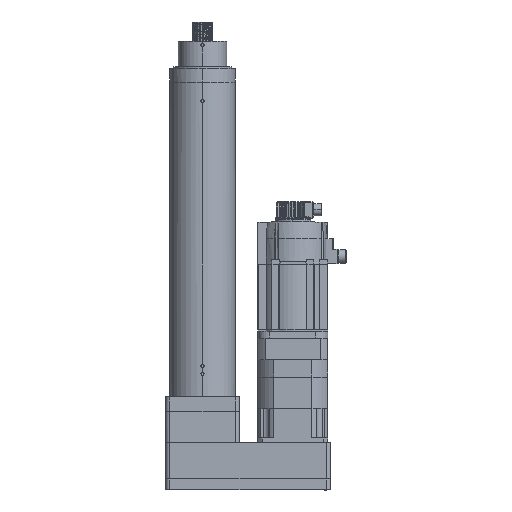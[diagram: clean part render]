
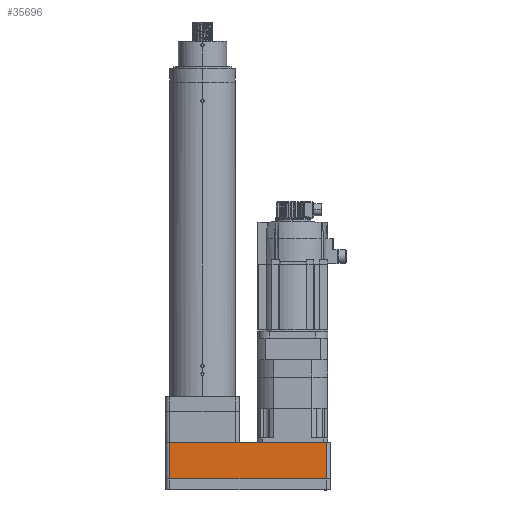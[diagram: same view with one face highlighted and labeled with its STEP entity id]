
A CAD part, top view. The second image highlights one B-rep face of the part: STEP entity #35696.
In plain terms, the highlighted face is planar.
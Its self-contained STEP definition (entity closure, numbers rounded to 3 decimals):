
#1518 = CARTESIAN_POINT ( 'NONE',  ( -95., 95., -118. ) ) ;
#2031 = EDGE_CURVE ( 'NONE', #3351, #15226, #39713, .T. ) ;
#2939 = VECTOR ( 'NONE', #45819, 1000. ) ;
#3351 = VERTEX_POINT ( 'NONE', #16078 ) ;
#4038 = CARTESIAN_POINT ( 'NONE',  ( -95., 85., -212. ) ) ;
#5338 = EDGE_CURVE ( 'NONE', #18844, #47915, #6595, .T. ) ;
#6595 = LINE ( 'NONE', #1518, #48541 ) ;
#8770 = LINE ( 'NONE', #45420, #21270 ) ;
#13773 = FACE_OUTER_BOUND ( 'NONE', #53226, .T. ) ;
#15217 = LINE ( 'NONE', #60950, #2939 ) ;
#15226 = VERTEX_POINT ( 'NONE', #52399 ) ;
#16078 = CARTESIAN_POINT ( 'NONE',  ( -95., 85., -118. ) ) ;
#18021 = DIRECTION ( 'NONE',  ( 0., 0., 1. ) ) ;
#18322 = AXIS2_PLACEMENT_3D ( 'NONE', #34925, #40002, #54773 ) ;
#18362 = CARTESIAN_POINT ( 'NONE',  ( -95., -320., -212. ) ) ;
#18844 = VERTEX_POINT ( 'NONE', #27123 ) ;
#19491 = PLANE ( 'NONE',  #18322 ) ;
#21270 = VECTOR ( 'NONE', #54811, 1000. ) ;
#27123 = CARTESIAN_POINT ( 'NONE',  ( -95., -320., -118. ) ) ;
#29240 = ORIENTED_EDGE ( 'NONE', *, *, #56071, .T. ) ;
#32785 = LINE ( 'NONE', #18362, #50292 ) ;
#33120 = ORIENTED_EDGE ( 'NONE', *, *, #56920, .F. ) ;
#34925 = CARTESIAN_POINT ( 'NONE',  ( -95., 95., -212. ) ) ;
#34981 = ORIENTED_EDGE ( 'NONE', *, *, #5338, .T. ) ;
#35696 = ADVANCED_FACE ( 'NONE', ( #13773 ), #19491, .F. ) ;
#39473 = CARTESIAN_POINT ( 'NONE',  ( -95., -320., -212. ) ) ;
#39606 = ORIENTED_EDGE ( 'NONE', *, *, #59329, .T. ) ;
#39713 = LINE ( 'NONE', #4038, #66057 ) ;
#40002 = DIRECTION ( 'NONE',  ( 1., 0., 0. ) ) ;
#45420 = CARTESIAN_POINT ( 'NONE',  ( -95., 95., -212. ) ) ;
#45819 = DIRECTION ( 'NONE',  ( 0., 1., 0. ) ) ;
#46951 = DIRECTION ( 'NONE',  ( 0., 1., 0. ) ) ;
#47915 = VERTEX_POINT ( 'NONE', #62302 ) ;
#48541 = VECTOR ( 'NONE', #46951, 1000. ) ;
#49740 = VERTEX_POINT ( 'NONE', #39473 ) ;
#50292 = VECTOR ( 'NONE', #18021, 1000. ) ;
#52399 = CARTESIAN_POINT ( 'NONE',  ( -95., 85., -212. ) ) ;
#53226 = EDGE_LOOP ( 'NONE', ( #33120, #39606, #34981, #29240, #60764 ) ) ;
#54773 = DIRECTION ( 'NONE',  ( 0., 1., 0. ) ) ;
#54811 = DIRECTION ( 'NONE',  ( 0., 1., 0. ) ) ;
#56071 = EDGE_CURVE ( 'NONE', #47915, #3351, #15217, .T. ) ;
#56920 = EDGE_CURVE ( 'NONE', #49740, #15226, #8770, .T. ) ;
#59329 = EDGE_CURVE ( 'NONE', #49740, #18844, #32785, .T. ) ;
#60216 = DIRECTION ( 'NONE',  ( 0., 0., -1. ) ) ;
#60764 = ORIENTED_EDGE ( 'NONE', *, *, #2031, .T. ) ;
#60950 = CARTESIAN_POINT ( 'NONE',  ( -95., 95., -118. ) ) ;
#62302 = CARTESIAN_POINT ( 'NONE',  ( -95., -85.142, -118. ) ) ;
#66057 = VECTOR ( 'NONE', #60216, 1000. ) ;
